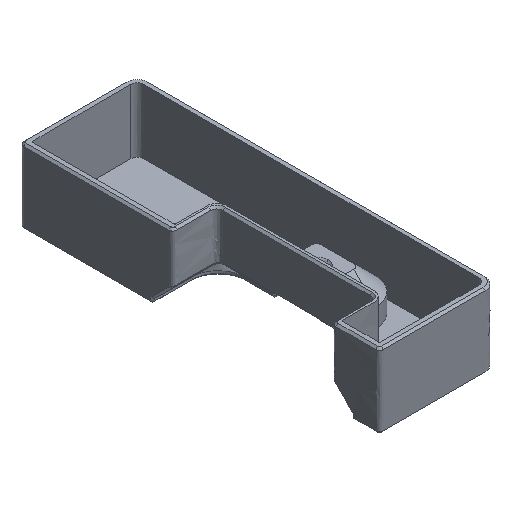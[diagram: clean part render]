
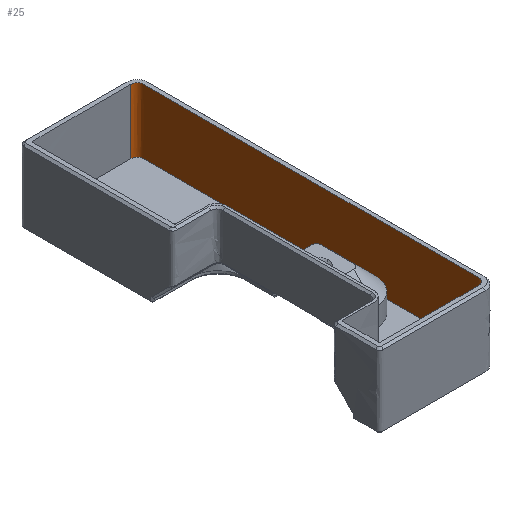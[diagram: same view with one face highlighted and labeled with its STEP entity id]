
A CAD part, isometric view. The second image highlights one B-rep face of the part: STEP entity #25.
In plain terms, the highlighted free-form (B-spline) face has degree [3, 2] with [4, 13] control points.
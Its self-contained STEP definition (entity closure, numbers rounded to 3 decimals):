
#25=ADVANCED_FACE('',(#177),#2256,.T.);
#177=FACE_OUTER_BOUND('',#326,.T.);
#326=EDGE_LOOP('',(#494,#495,#496,#497,#498));
#494=ORIENTED_EDGE('',*,*,#1568,.T.);
#495=ORIENTED_EDGE('',*,*,#1569,.T.);
#496=ORIENTED_EDGE('',*,*,#1222,.F.);
#497=ORIENTED_EDGE('',*,*,#1564,.T.);
#498=ORIENTED_EDGE('',*,*,#1565,.T.);
#1222=EDGE_CURVE('',#1965,#1964,#1580,.T.);
#1564=EDGE_CURVE('',#1965,#1969,#1654,.T.);
#1565=EDGE_CURVE('',#1969,#2165,#1655,.T.);
#1568=EDGE_CURVE('',#2165,#2166,#1658,.T.);
#1569=EDGE_CURVE('',#2166,#1964,#1659,.T.);
#1580=(
BOUNDED_CURVE()
B_SPLINE_CURVE(3,(#4439,#4440,#4441,#4442),.UNSPECIFIED.,.F.,.F.)
B_SPLINE_CURVE_WITH_KNOTS((4,4),(0.,13.),.UNSPECIFIED.)
CURVE()
GEOMETRIC_REPRESENTATION_ITEM()
RATIONAL_B_SPLINE_CURVE((1.,1.,1.,1.))
REPRESENTATION_ITEM('')
);
#1654=(
BOUNDED_CURVE()
B_SPLINE_CURVE(2,(#5629,#5630,#5631,#5632,#5633,#5634,#5635,#5636,#5637,
#5638,#5639,#5640,#5641),.UNSPECIFIED.,.F.,.F.)
B_SPLINE_CURVE_WITH_KNOTS((3,2,2,2,2,2,3),(-196.984,-194.942,
-127.312,-125.27,-105.42,-105.106,
-101.173),.UNSPECIFIED.)
CURVE()
GEOMETRIC_REPRESENTATION_ITEM()
RATIONAL_B_SPLINE_CURVE((1.,0.707,1.,1.,1.,0.707,
1.,1.,1.,0.707,1.,1.,1.))
REPRESENTATION_ITEM('')
);
#1655=(
BOUNDED_CURVE()
B_SPLINE_CURVE(3,(#5642,#5643,#5644,#5645,#5646,#5647,#5648),
 .UNSPECIFIED.,.F.,.F.)
B_SPLINE_CURVE_WITH_KNOTS((4,3,4),(0.,4.663,4.663),
 .UNSPECIFIED.)
CURVE()
GEOMETRIC_REPRESENTATION_ITEM()
RATIONAL_B_SPLINE_CURVE((1.,1.,1.,1.,1.,1.,1.))
REPRESENTATION_ITEM('')
);
#1658=(
BOUNDED_CURVE()
B_SPLINE_CURVE(3,(#5672,#5673,#5674,#5675),.UNSPECIFIED.,.F.,.F.)
B_SPLINE_CURVE_WITH_KNOTS((4,4),(3.297,13.),.UNSPECIFIED.)
CURVE()
GEOMETRIC_REPRESENTATION_ITEM()
RATIONAL_B_SPLINE_CURVE((1.,1.,1.,1.))
REPRESENTATION_ITEM('')
);
#1659=(
BOUNDED_CURVE()
B_SPLINE_CURVE(2,(#5676,#5677,#5678,#5679,#5680,#5681,#5682,#5683,#5684,
#5685,#5686,#5687,#5688),.UNSPECIFIED.,.F.,.F.)
B_SPLINE_CURVE_WITH_KNOTS((3,2,2,2,2,2,3),(97.876,105.106,
105.42,125.27,127.312,194.942,196.984),
 .UNSPECIFIED.)
CURVE()
GEOMETRIC_REPRESENTATION_ITEM()
RATIONAL_B_SPLINE_CURVE((1.,1.,1.,0.707,1.,1.,1.,0.707,
1.,1.,1.,0.707,1.))
REPRESENTATION_ITEM('')
);
#1964=VERTEX_POINT('',#4192);
#1965=VERTEX_POINT('',#4193);
#1969=VERTEX_POINT('',#4197);
#2165=VERTEX_POINT('',#4393);
#2166=VERTEX_POINT('',#4394);
#2256=(
BOUNDED_SURFACE()
B_SPLINE_SURFACE(3,2,((#2420,#2421,#2422,#2423,#2424,#2425,#2426,#2427,
#2428,#2429,#2430,#2431,#2432),(#2433,#2434,#2435,#2436,#2437,#2438,#2439,
#2440,#2441,#2442,#2443,#2444,#2445),(#2446,#2447,#2448,#2449,#2450,#2451,
#2452,#2453,#2454,#2455,#2456,#2457,#2458),(#2459,#2460,#2461,#2462,#2463,
#2464,#2465,#2466,#2467,#2468,#2469,#2470,#2471)),.UNSPECIFIED.,.F.,.F.,
 .F.)
B_SPLINE_SURFACE_WITH_KNOTS((4,4),(3,2,2,2,2,2,3),(0.,13.),(97.876,
105.106,105.42,125.27,127.312,194.942,
196.984),.UNSPECIFIED.)
GEOMETRIC_REPRESENTATION_ITEM()
RATIONAL_B_SPLINE_SURFACE(((1.,1.,1.,0.707,1.,1.,1.,0.707,
1.,1.,1.,0.707,1.),(1.,1.,1.,0.707,1.,1.,1.,0.707,
1.,1.,1.,0.707,1.),(1.,1.,1.,0.707,1.,1.,1.,0.707,
1.,1.,1.,0.707,1.),(1.,1.,1.,0.707,1.,1.,1.,0.707,
1.,1.,1.,0.707,1.)))
REPRESENTATION_ITEM('')
SURFACE()
);
#2420=CARTESIAN_POINT('',(65.086,-56.043,-67.986));
#2421=CARTESIAN_POINT('',(65.086,-59.658,-67.986));
#2422=CARTESIAN_POINT('',(65.086,-63.273,-67.986));
#2423=CARTESIAN_POINT('',(65.086,-63.473,-67.986));
#2424=CARTESIAN_POINT('',(65.286,-63.473,-67.986));
#2425=CARTESIAN_POINT('',(75.211,-63.473,-67.986));
#2426=CARTESIAN_POINT('',(85.136,-63.473,-67.986));
#2427=CARTESIAN_POINT('',(86.436,-63.473,-67.986));
#2428=CARTESIAN_POINT('',(86.436,-62.173,-67.986));
#2429=CARTESIAN_POINT('',(86.436,-28.358,-67.986));
#2430=CARTESIAN_POINT('',(86.436,5.457,-67.986));
#2431=CARTESIAN_POINT('',(86.436,6.757,-67.986));
#2432=CARTESIAN_POINT('',(85.136,6.757,-67.986));
#2433=CARTESIAN_POINT('',(65.086,-56.043,-63.653));
#2434=CARTESIAN_POINT('',(65.086,-59.658,-63.653));
#2435=CARTESIAN_POINT('',(65.086,-63.273,-63.653));
#2436=CARTESIAN_POINT('',(65.086,-63.473,-63.653));
#2437=CARTESIAN_POINT('',(65.286,-63.473,-63.653));
#2438=CARTESIAN_POINT('',(75.211,-63.473,-63.653));
#2439=CARTESIAN_POINT('',(85.136,-63.473,-63.653));
#2440=CARTESIAN_POINT('',(86.436,-63.473,-63.653));
#2441=CARTESIAN_POINT('',(86.436,-62.173,-63.653));
#2442=CARTESIAN_POINT('',(86.436,-28.358,-63.653));
#2443=CARTESIAN_POINT('',(86.436,5.457,-63.653));
#2444=CARTESIAN_POINT('',(86.436,6.757,-63.653));
#2445=CARTESIAN_POINT('',(85.136,6.757,-63.653));
#2446=CARTESIAN_POINT('',(65.086,-56.043,-59.32));
#2447=CARTESIAN_POINT('',(65.086,-59.658,-59.32));
#2448=CARTESIAN_POINT('',(65.086,-63.273,-59.32));
#2449=CARTESIAN_POINT('',(65.086,-63.473,-59.32));
#2450=CARTESIAN_POINT('',(65.286,-63.473,-59.32));
#2451=CARTESIAN_POINT('',(75.211,-63.473,-59.32));
#2452=CARTESIAN_POINT('',(85.136,-63.473,-59.32));
#2453=CARTESIAN_POINT('',(86.436,-63.473,-59.32));
#2454=CARTESIAN_POINT('',(86.436,-62.173,-59.32));
#2455=CARTESIAN_POINT('',(86.436,-28.358,-59.32));
#2456=CARTESIAN_POINT('',(86.436,5.457,-59.32));
#2457=CARTESIAN_POINT('',(86.436,6.757,-59.32));
#2458=CARTESIAN_POINT('',(85.136,6.757,-59.32));
#2459=CARTESIAN_POINT('',(65.086,-56.043,-54.986));
#2460=CARTESIAN_POINT('',(65.086,-59.658,-54.986));
#2461=CARTESIAN_POINT('',(65.086,-63.273,-54.986));
#2462=CARTESIAN_POINT('',(65.086,-63.473,-54.986));
#2463=CARTESIAN_POINT('',(65.286,-63.473,-54.986));
#2464=CARTESIAN_POINT('',(75.211,-63.473,-54.986));
#2465=CARTESIAN_POINT('',(85.136,-63.473,-54.986));
#2466=CARTESIAN_POINT('',(86.436,-63.473,-54.986));
#2467=CARTESIAN_POINT('',(86.436,-62.173,-54.986));
#2468=CARTESIAN_POINT('',(86.436,-28.358,-54.986));
#2469=CARTESIAN_POINT('',(86.436,5.457,-54.986));
#2470=CARTESIAN_POINT('',(86.436,6.757,-54.986));
#2471=CARTESIAN_POINT('',(85.136,6.757,-54.986));
#4192=CARTESIAN_POINT('',(85.136,6.757,-54.986));
#4193=CARTESIAN_POINT('',(85.136,6.757,-67.986));
#4197=CARTESIAN_POINT('',(65.086,-59.341,-67.986));
#4393=CARTESIAN_POINT('',(65.086,-56.043,-64.689));
#4394=CARTESIAN_POINT('',(65.086,-56.043,-54.986));
#4439=CARTESIAN_POINT('',(85.136,6.757,-67.986));
#4440=CARTESIAN_POINT('',(85.136,6.757,-63.653));
#4441=CARTESIAN_POINT('',(85.136,6.757,-59.32));
#4442=CARTESIAN_POINT('',(85.136,6.757,-54.986));
#5629=CARTESIAN_POINT('',(85.136,6.757,-67.986));
#5630=CARTESIAN_POINT('',(86.436,6.757,-67.986));
#5631=CARTESIAN_POINT('',(86.436,5.457,-67.986));
#5632=CARTESIAN_POINT('',(86.436,-28.358,-67.986));
#5633=CARTESIAN_POINT('',(86.436,-62.173,-67.986));
#5634=CARTESIAN_POINT('',(86.436,-63.473,-67.986));
#5635=CARTESIAN_POINT('',(85.136,-63.473,-67.986));
#5636=CARTESIAN_POINT('',(75.211,-63.473,-67.986));
#5637=CARTESIAN_POINT('',(65.286,-63.473,-67.986));
#5638=CARTESIAN_POINT('',(65.086,-63.473,-67.986));
#5639=CARTESIAN_POINT('',(65.086,-63.273,-67.986));
#5640=CARTESIAN_POINT('',(65.086,-61.307,-67.986));
#5641=CARTESIAN_POINT('',(65.086,-59.341,-67.986));
#5642=CARTESIAN_POINT('',(65.086,-59.341,-67.986));
#5643=CARTESIAN_POINT('',(65.086,-58.241,-66.887));
#5644=CARTESIAN_POINT('',(65.086,-57.142,-65.788));
#5645=CARTESIAN_POINT('',(65.086,-56.043,-64.689));
#5646=CARTESIAN_POINT('',(65.086,-56.043,-64.689));
#5647=CARTESIAN_POINT('',(65.086,-56.043,-64.689));
#5648=CARTESIAN_POINT('',(65.086,-56.043,-64.689));
#5672=CARTESIAN_POINT('',(65.086,-56.043,-64.689));
#5673=CARTESIAN_POINT('',(65.086,-56.043,-61.455));
#5674=CARTESIAN_POINT('',(65.086,-56.043,-58.221));
#5675=CARTESIAN_POINT('',(65.086,-56.043,-54.986));
#5676=CARTESIAN_POINT('',(65.086,-56.043,-54.986));
#5677=CARTESIAN_POINT('',(65.086,-59.658,-54.986));
#5678=CARTESIAN_POINT('',(65.086,-63.273,-54.986));
#5679=CARTESIAN_POINT('',(65.086,-63.473,-54.986));
#5680=CARTESIAN_POINT('',(65.286,-63.473,-54.986));
#5681=CARTESIAN_POINT('',(75.211,-63.473,-54.986));
#5682=CARTESIAN_POINT('',(85.136,-63.473,-54.986));
#5683=CARTESIAN_POINT('',(86.436,-63.473,-54.986));
#5684=CARTESIAN_POINT('',(86.436,-62.173,-54.986));
#5685=CARTESIAN_POINT('',(86.436,-28.358,-54.986));
#5686=CARTESIAN_POINT('',(86.436,5.457,-54.986));
#5687=CARTESIAN_POINT('',(86.436,6.757,-54.986));
#5688=CARTESIAN_POINT('',(85.136,6.757,-54.986));
